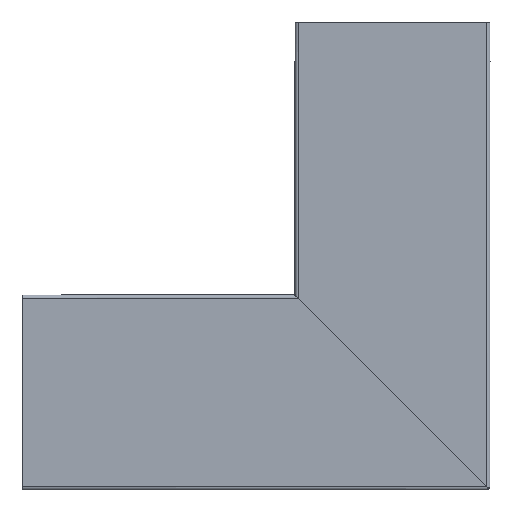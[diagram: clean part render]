
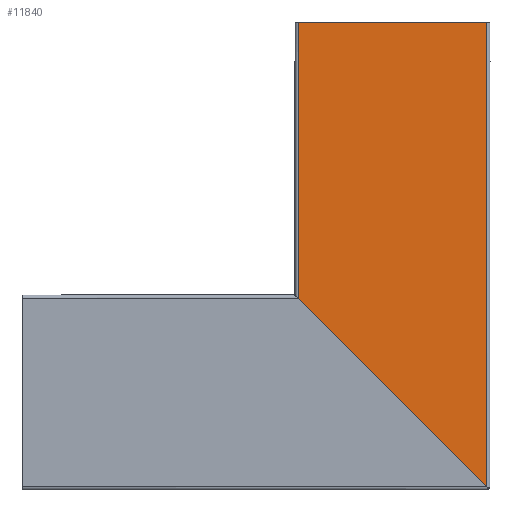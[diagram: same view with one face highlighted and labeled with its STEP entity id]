
A CAD part, left-side view. The second image highlights one B-rep face of the part: STEP entity #11840.
In plain terms, the highlighted face is planar.
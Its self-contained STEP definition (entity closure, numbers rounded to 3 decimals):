
#2700=CARTESIAN_POINT('',(1025.246,67.777,
-1834.239));
#2710=VERTEX_POINT('',#2700);
#3420=CARTESIAN_POINT('',(1025.246,67.777,
-1692.629));
#3430=VERTEX_POINT('',#3420);
#3460=CARTESIAN_POINT('',(1025.246,67.777,
-1679.728));
#3470=DIRECTION('',(0.,0.,-1.));
#3480=VECTOR('',#3470,1.);
#3490=LINE('',#3460,#3480);
#3500=EDGE_CURVE('',#3430,#2710,#3490,.T.);
#5610=CARTESIAN_POINT('',(928.346,67.777,
-1692.629));
#5620=VERTEX_POINT('',#5610);
#5650=CARTESIAN_POINT('',(985.241,67.777,
-1692.629));
#5660=DIRECTION('',(1.,0.,0.));
#5670=VECTOR('',#5660,1.);
#5680=LINE('',#5650,#5670);
#5690=EDGE_CURVE('',#5620,#3430,#5680,.T.);
#11180=CARTESIAN_POINT('',(928.346,67.777,
-1719.728));
#11190=DIRECTION('',(0.,0.,-1.));
#11200=VECTOR('',#11190,1.);
#11210=LINE('',#11180,#11200);
#11220=CARTESIAN_POINT('',(928.346,67.777,
-1931.139));
#11230=VERTEX_POINT('',#11220);
#11240=EDGE_CURVE('',#5620,#11230,#11210,.T.);
#11680=CARTESIAN_POINT('',(986.796,67.777,
-1719.728));
#11690=DIRECTION('',(0.,1.,0.));
#11700=DIRECTION('',(-1.,0.,0.));
#11710=AXIS2_PLACEMENT_3D('',#11680,#11690,#11700);
#11720=PLANE('',#11710);
#11730=ORIENTED_EDGE('',*,*,#3500,.T.);
#11740=ORIENTED_EDGE('',*,*,#5690,.T.);
#11750=ORIENTED_EDGE('',*,*,#11240,.F.);
#11760=CARTESIAN_POINT('',(985.241,67.777,
-1874.245));
#11770=DIRECTION('',(-0.707,0.,
-0.707));
#11780=VECTOR('',#11770,1.);
#11790=LINE('',#11760,#11780);
#11800=EDGE_CURVE('',#2710,#11230,#11790,.T.);
#11810=ORIENTED_EDGE('',*,*,#11800,.T.);
#11820=EDGE_LOOP('',(#11810,#11750,#11740,#11730));
#11830=FACE_OUTER_BOUND('',#11820,.T.);
#11840=ADVANCED_FACE('',(#11830),#11720,.T.);
